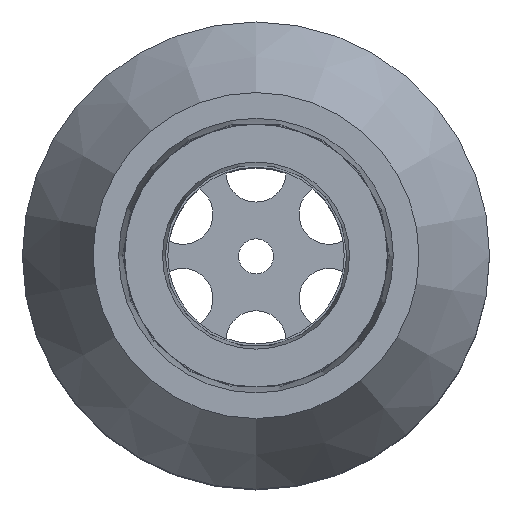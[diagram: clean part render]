
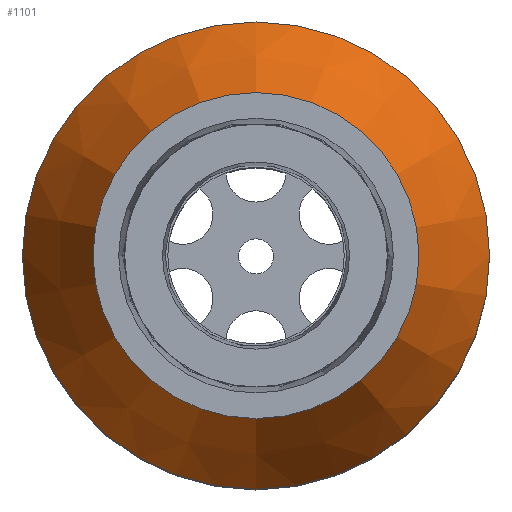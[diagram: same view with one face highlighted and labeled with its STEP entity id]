
A CAD part, front view. The second image highlights one B-rep face of the part: STEP entity #1101.
In plain terms, the highlighted conical face has half-angle 28.191 degrees and reference radius 19.35 mm.
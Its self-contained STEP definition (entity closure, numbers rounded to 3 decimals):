
#22=CONICAL_SURFACE('',#1227,19.35,0.492);
#114=FACE_OUTER_BOUND('',#183,.T.);
#183=EDGE_LOOP('',(#783,#784,#785,#786,#787));
#276=CIRCLE('',#1228,19.35);
#277=CIRCLE('',#1229,19.35);
#278=CIRCLE('',#1230,10.81);
#383=LINE('',#2036,#428);
#428=VECTOR('',#1430,19.35);
#483=VERTEX_POINT('',#2031);
#484=VERTEX_POINT('',#2032);
#485=VERTEX_POINT('',#2035);
#601=EDGE_CURVE('',#483,#484,#276,.T.);
#602=EDGE_CURVE('',#484,#483,#277,.T.);
#603=EDGE_CURVE('',#484,#485,#383,.T.);
#604=EDGE_CURVE('',#485,#485,#278,.T.);
#783=ORIENTED_EDGE('',*,*,#601,.F.);
#784=ORIENTED_EDGE('',*,*,#602,.F.);
#785=ORIENTED_EDGE('',*,*,#603,.T.);
#786=ORIENTED_EDGE('',*,*,#604,.F.);
#787=ORIENTED_EDGE('',*,*,#603,.F.);
#1101=ADVANCED_FACE('',(#114),#22,.T.);
#1227=AXIS2_PLACEMENT_3D('',#2030,#1424,#1425);
#1228=AXIS2_PLACEMENT_3D('',#2033,#1426,#1427);
#1229=AXIS2_PLACEMENT_3D('',#2034,#1428,#1429);
#1230=AXIS2_PLACEMENT_3D('',#2037,#1431,#1432);
#1424=DIRECTION('center_axis',(0.,1.,0.));
#1425=DIRECTION('ref_axis',(0.,0.,1.));
#1426=DIRECTION('center_axis',(0.,1.,0.));
#1427=DIRECTION('ref_axis',(0.,0.,1.));
#1428=DIRECTION('center_axis',(0.,1.,0.));
#1429=DIRECTION('ref_axis',(0.,0.,1.));
#1430=DIRECTION('',(0.,-0.881,0.472));
#1431=DIRECTION('center_axis',(0.,-1.,0.));
#1432=DIRECTION('ref_axis',(0.,0.,1.));
#2030=CARTESIAN_POINT('Origin',(0.,-33.939,0.));
#2031=CARTESIAN_POINT('',(0.,-33.939,19.35));
#2032=CARTESIAN_POINT('',(0.,-33.939,-19.35));
#2033=CARTESIAN_POINT('Origin',(0.,-33.939,0.));
#2034=CARTESIAN_POINT('Origin',(0.,-33.939,0.));
#2035=CARTESIAN_POINT('',(0.,-49.871,-10.81));
#2036=CARTESIAN_POINT('',(0.,-33.939,-19.35));
#2037=CARTESIAN_POINT('Origin',(0.,-49.871,0.));
